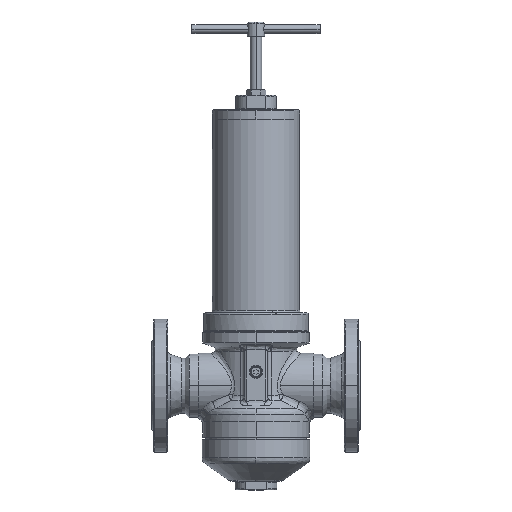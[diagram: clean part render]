
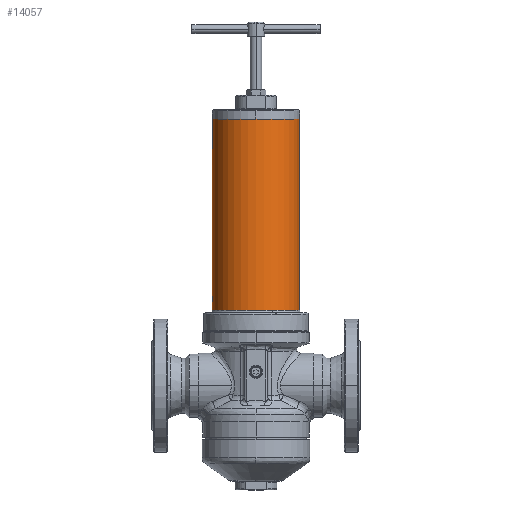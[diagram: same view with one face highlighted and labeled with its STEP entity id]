
A CAD part, top view. The second image highlights one B-rep face of the part: STEP entity #14057.
In plain terms, the highlighted cylindrical face has radius 60.5 mm (diameter 121 mm), a partial arc.
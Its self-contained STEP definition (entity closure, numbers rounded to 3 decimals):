
#32 = DIRECTION ( 'NONE',  ( 1., 0., 0. ) ) ;
#156 = VERTEX_POINT ( 'NONE', #1652 ) ;
#719 = CARTESIAN_POINT ( 'NONE',  ( 60.5, 370.501, 0. ) ) ;
#1003 = EDGE_CURVE ( 'NONE', #23485, #8803, #23419, .T. ) ;
#1202 = DIRECTION ( 'NONE',  ( 0., -1., 0. ) ) ;
#1218 = EDGE_CURVE ( 'NONE', #8803, #13652, #7646, .T. ) ;
#1397 = FACE_OUTER_BOUND ( 'NONE', #15928, .T. ) ;
#1415 = EDGE_CURVE ( 'NONE', #156, #8614, #17951, .T. ) ;
#1652 = CARTESIAN_POINT ( 'NONE',  ( -60.5, 101.501, 0. ) ) ;
#1842 = VECTOR ( 'NONE', #1202, 1000. ) ;
#2197 = CARTESIAN_POINT ( 'NONE',  ( -60.498, 116.026, 0.52 ) ) ;
#2297 = CARTESIAN_POINT ( 'NONE',  ( -60.487, 116.205, 1.289 ) ) ;
#3007 = CARTESIAN_POINT ( 'NONE',  ( -60.5, 370.501, 0. ) ) ;
#3206 = CARTESIAN_POINT ( 'NONE',  ( -60.5, 97.501, 0. ) ) ;
#3706 = DIRECTION ( 'NONE',  ( 0., 1., 0. ) ) ;
#4143 = CARTESIAN_POINT ( 'NONE',  ( -60.401, 117.995, 3.471 ) ) ;
#4232 = CARTESIAN_POINT ( 'NONE',  ( -60.443, 116.986, 2.642 ) ) ;
#4323 = CARTESIAN_POINT ( 'NONE',  ( -60.475, 116.405, 1.77 ) ) ;
#4381 = CARTESIAN_POINT ( 'NONE',  ( 0., 97.501, 0. ) ) ;
#4812 = CARTESIAN_POINT ( 'NONE',  ( -60.5, 124.001, 0. ) ) ;
#6332 = CARTESIAN_POINT ( 'NONE',  ( -60.393, 118.225, 3.594 ) ) ;
#6523 = CARTESIAN_POINT ( 'NONE',  ( -60.451, 123.181, 2.44 ) ) ;
#6778 = DIRECTION ( 'NONE',  ( 0., -1., 0. ) ) ;
#7059 = ORIENTED_EDGE ( 'NONE', *, *, #1415, .T. ) ;
#7328 = EDGE_CURVE ( 'NONE', #14345, #156, #18878, .T. ) ;
#7646 = LINE ( 'NONE', #26992, #1842 ) ;
#8048 = CARTESIAN_POINT ( 'NONE',  ( -60.5, 116.001, 0. ) ) ;
#8153 = ORIENTED_EDGE ( 'NONE', *, *, #1003, .T. ) ;
#8427 = ORIENTED_EDGE ( 'NONE', *, *, #7328, .T. ) ;
#8517 = CARTESIAN_POINT ( 'NONE',  ( -60.425, 117.355, 3.011 ) ) ;
#8614 = VERTEX_POINT ( 'NONE', #10573 ) ;
#8687 = CARTESIAN_POINT ( 'NONE',  ( -60.369, 119.474, 3.974 ) ) ;
#8803 = VERTEX_POINT ( 'NONE', #3007 ) ;
#10272 = CYLINDRICAL_SURFACE ( 'NONE', #10756, 60.5 ) ;
#10573 = CARTESIAN_POINT ( 'NONE',  ( 60.5, 101.501, 0. ) ) ;
#10603 = CARTESIAN_POINT ( 'NONE',  ( -60.425, 122.643, 3.015 ) ) ;
#10756 = AXIS2_PLACEMENT_3D ( 'NONE', #4381, #19694, #32 ) ;
#10871 = DIRECTION ( 'NONE',  ( 0., -1., 0. ) ) ;
#10893 = CARTESIAN_POINT ( 'NONE',  ( -60.492, 123.873, 1.039 ) ) ;
#12063 = EDGE_CURVE ( 'NONE', #23485, #8614, #17429, .T. ) ;
#12386 = AXIS2_PLACEMENT_3D ( 'NONE', #25389, #3706, #27654 ) ;
#12804 = CARTESIAN_POINT ( 'NONE',  ( -60.376, 121.04, 3.872 ) ) ;
#12991 = CARTESIAN_POINT ( 'NONE',  ( -60.381, 118.709, 3.795 ) ) ;
#13087 = CARTESIAN_POINT ( 'NONE',  ( -60.492, 116.129, 1.037 ) ) ;
#13164 = DIRECTION ( 'NONE',  ( 1., 0., 0. ) ) ;
#13184 = CARTESIAN_POINT ( 'NONE',  ( -60.5, 116.001, 0. ) ) ;
#13443 = CARTESIAN_POINT ( 'NONE',  ( 60.5, 97.501, 0. ) ) ;
#13652 = VERTEX_POINT ( 'NONE', #4812 ) ;
#14057 = ADVANCED_FACE ( 'NONE', ( #1397 ), #10272, .T. ) ;
#14345 = VERTEX_POINT ( 'NONE', #8048 ) ;
#15179 = ORIENTED_EDGE ( 'NONE', *, *, #1218, .T. ) ;
#15203 = CARTESIAN_POINT ( 'NONE',  ( -60.401, 122.007, 3.47 ) ) ;
#15928 = EDGE_LOOP ( 'NONE', ( #8153, #15179, #22641, #8427, #7059, #17861 ) ) ;
#16420 = DIRECTION ( 'NONE',  ( 0., -1., 0. ) ) ;
#17250 = CARTESIAN_POINT ( 'NONE',  ( -60.467, 123.471, 2.007 ) ) ;
#17342 = CARTESIAN_POINT ( 'NONE',  ( -60.417, 122.441, 3.181 ) ) ;
#17429 = LINE ( 'NONE', #13443, #18113 ) ;
#17446 = CARTESIAN_POINT ( 'NONE',  ( -60.467, 116.529, 2.003 ) ) ;
#17541 = CARTESIAN_POINT ( 'NONE',  ( -60.5, 116.001, 0.261 ) ) ;
#17632 = CARTESIAN_POINT ( 'NONE',  ( -60.368, 119.734, 4. ) ) ;
#17861 = ORIENTED_EDGE ( 'NONE', *, *, #12063, .F. ) ;
#17951 = CIRCLE ( 'NONE', #12386, 60.5 ) ;
#18113 = VECTOR ( 'NONE', #6778, 1000. ) ;
#18189 = VECTOR ( 'NONE', #16420, 1000. ) ;
#18878 = LINE ( 'NONE', #3206, #18189 ) ;
#18926 = B_SPLINE_CURVE_WITH_KNOTS ( 'NONE', 3,
 ( #19649, #19368, #26268, #10893, #25987, #28281, #17250, #6523, #26082, #10603, #17342, #15203, #21543, #23718, #12804, #28086, #21893, #17632, #8687, #23994, #12991, #6332, #4143, #19464, #8517, #4232, #19558, #17446, #4323, #2297, #13087, #2197, #17541, #13184 ),
 .UNSPECIFIED., .F., .F.,
 ( 4, 2, 2, 2, 2, 2, 2, 2, 2, 2, 2, 2, 2, 2, 2, 2, 4 ),
 ( 0.019, 0.02, 0.02, 0.021, 0.022, 0.023, 0.023, 0.024, 0.025, 0.026, 0.027, 0.027, 0.028, 0.029, 0.03, 0.03, 0.031 ),
 .UNSPECIFIED. ) ;
#19368 = CARTESIAN_POINT ( 'NONE',  ( -60.5, 124.001, 0.261 ) ) ;
#19464 = CARTESIAN_POINT ( 'NONE',  ( -60.417, 117.561, 3.18 ) ) ;
#19558 = CARTESIAN_POINT ( 'NONE',  ( -60.451, 116.821, 2.44 ) ) ;
#19649 = CARTESIAN_POINT ( 'NONE',  ( -60.5, 124.001, 0. ) ) ;
#19694 = DIRECTION ( 'NONE',  ( 0., -1., 0. ) ) ;
#20616 = AXIS2_PLACEMENT_3D ( 'NONE', #21774, #10871, #13164 ) ;
#21543 = CARTESIAN_POINT ( 'NONE',  ( -60.393, 121.774, 3.595 ) ) ;
#21774 = CARTESIAN_POINT ( 'NONE',  ( 0., 370.501, 0. ) ) ;
#21893 = CARTESIAN_POINT ( 'NONE',  ( -60.368, 120.262, 4. ) ) ;
#22641 = ORIENTED_EDGE ( 'NONE', *, *, #24365, .T. ) ;
#23419 = CIRCLE ( 'NONE', #20616, 60.5 ) ;
#23485 = VERTEX_POINT ( 'NONE', #719 ) ;
#23718 = CARTESIAN_POINT ( 'NONE',  ( -60.381, 121.289, 3.796 ) ) ;
#23994 = CARTESIAN_POINT ( 'NONE',  ( -60.376, 118.963, 3.872 ) ) ;
#24365 = EDGE_CURVE ( 'NONE', #13652, #14345, #18926, .T. ) ;
#25389 = CARTESIAN_POINT ( 'NONE',  ( 0., 101.501, 0. ) ) ;
#25987 = CARTESIAN_POINT ( 'NONE',  ( -60.487, 123.797, 1.288 ) ) ;
#26082 = CARTESIAN_POINT ( 'NONE',  ( -60.443, 123.016, 2.642 ) ) ;
#26268 = CARTESIAN_POINT ( 'NONE',  ( -60.498, 123.975, 0.526 ) ) ;
#26992 = CARTESIAN_POINT ( 'NONE',  ( -60.5, 97.501, 0. ) ) ;
#27654 = DIRECTION ( 'NONE',  ( 1., 0., 0. ) ) ;
#28086 = CARTESIAN_POINT ( 'NONE',  ( -60.369, 120.527, 3.974 ) ) ;
#28281 = CARTESIAN_POINT ( 'NONE',  ( -60.475, 123.596, 1.772 ) ) ;
